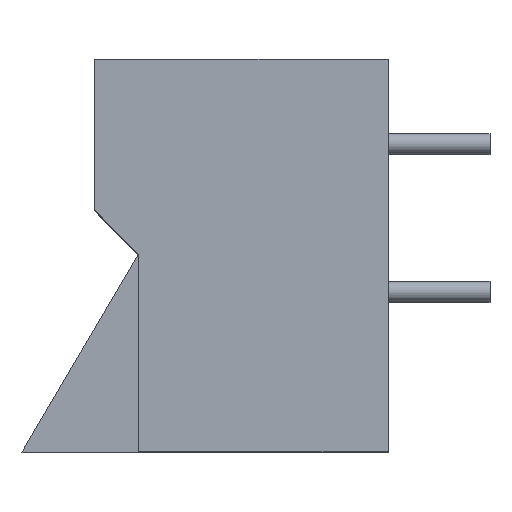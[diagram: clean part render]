
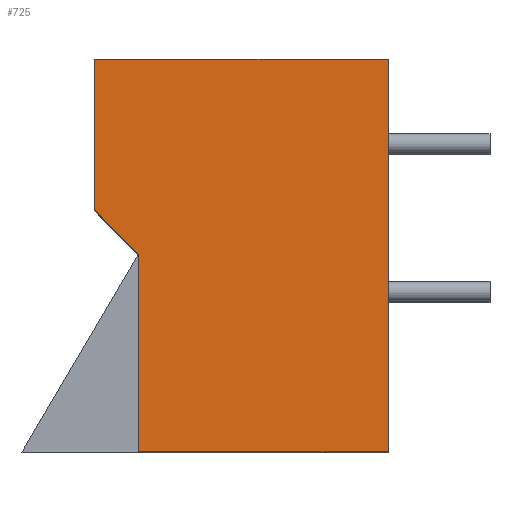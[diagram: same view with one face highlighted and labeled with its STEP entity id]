
A CAD part, top view. The second image highlights one B-rep face of the part: STEP entity #725.
In plain terms, the highlighted planar face has unit normal (0, 0, 1).
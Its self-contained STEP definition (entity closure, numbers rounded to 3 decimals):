
#725=ADVANCED_FACE('',(#1078),#1080,.T.);
#1078=FACE_BOUND('',#1079,.T.);
#1079=EDGE_LOOP('',(#1286,#1287,#1288,#1289,#1290,#1291));
#1080=PLANE('',#1081);
#1081=AXIS2_PLACEMENT_3D('',#1082,#1083,#1084);
#1082=CARTESIAN_POINT('',(0.,0.,0.));
#1083=DIRECTION('',(0.,0.,1.));
#1084=DIRECTION('',(1.,0.,0.));
#1286=ORIENTED_EDGE('',*,*,#1385,.T.);
#1287=ORIENTED_EDGE('',*,*,#1389,.T.);
#1288=ORIENTED_EDGE('',*,*,#1392,.T.);
#1289=ORIENTED_EDGE('',*,*,#1395,.T.);
#1290=ORIENTED_EDGE('',*,*,#1398,.T.);
#1291=ORIENTED_EDGE('',*,*,#1400,.T.);
#1385=EDGE_CURVE('',#1552,#1550,#1553,.T.);
#1389=EDGE_CURVE('',#1550,#1557,#1559,.T.);
#1392=EDGE_CURVE('',#1557,#1562,#1564,.T.);
#1395=EDGE_CURVE('',#1562,#1567,#1569,.T.);
#1398=EDGE_CURVE('',#1567,#1572,#1574,.T.);
#1400=EDGE_CURVE('',#1572,#1552,#1576,.T.);
#1550=VERTEX_POINT('',#1915);
#1552=VERTEX_POINT('',#1919);
#1553=LINE('',#1920,#1921);
#1557=VERTEX_POINT('',#1930);
#1559=LINE('',#1934,#1935);
#1562=VERTEX_POINT('',#1941);
#1564=LINE('',#1945,#1946);
#1567=VERTEX_POINT('',#1952);
#1569=LINE('',#1956,#1957);
#1572=VERTEX_POINT('',#1963);
#1574=LINE('',#1967,#1968);
#1576=LINE('',#1973,#1974);
#1915=CARTESIAN_POINT('',(10.1,0.,0.));
#1919=CARTESIAN_POINT('',(10.1,-13.513,0.));
#1920=CARTESIAN_POINT('',(10.1,-13.513,0.));
#1921=VECTOR('',#1922,1.);
#1922=DIRECTION('',(0.,1.,0.));
#1930=CARTESIAN_POINT('',(0.,0.,0.));
#1934=CARTESIAN_POINT('',(10.1,0.,0.));
#1935=VECTOR('',#1936,1.);
#1936=DIRECTION('',(-1.,0.,0.));
#1941=CARTESIAN_POINT('',(0.,-5.19,0.));
#1945=CARTESIAN_POINT('',(0.,0.,0.));
#1946=VECTOR('',#1947,1.);
#1947=DIRECTION('',(0.,-1.,0.));
#1952=CARTESIAN_POINT('',(1.5,-6.713,0.));
#1956=CARTESIAN_POINT('',(0.,-5.19,0.));
#1957=VECTOR('',#1958,1.);
#1958=DIRECTION('',(0.702,-0.712,0.));
#1963=CARTESIAN_POINT('',(1.5,-13.513,0.));
#1967=CARTESIAN_POINT('',(1.5,-6.713,0.));
#1968=VECTOR('',#1969,1.);
#1969=DIRECTION('',(0.,-1.,0.));
#1973=CARTESIAN_POINT('',(1.5,-13.513,0.));
#1974=VECTOR('',#1975,1.);
#1975=DIRECTION('',(1.,0.,0.));
